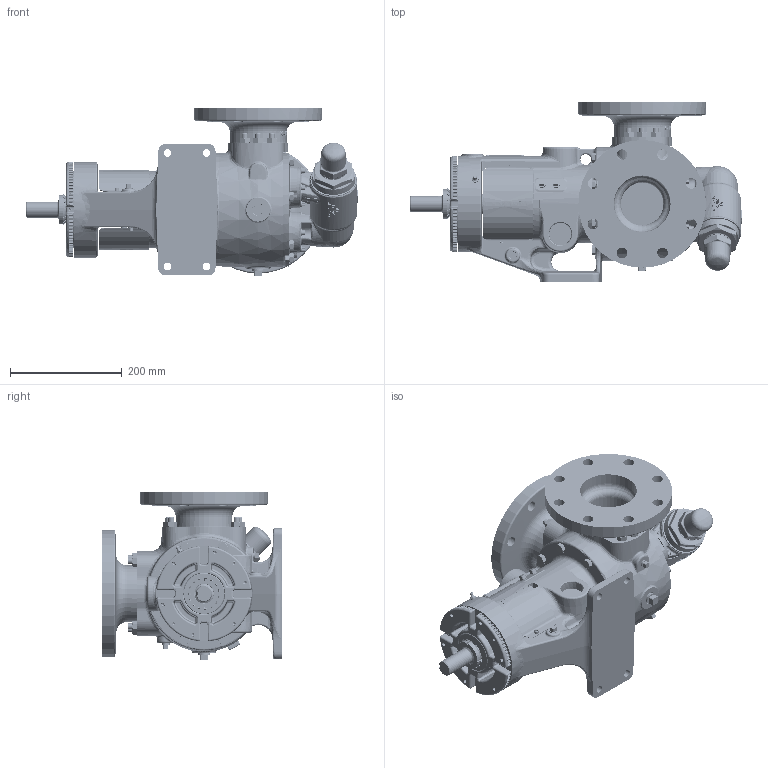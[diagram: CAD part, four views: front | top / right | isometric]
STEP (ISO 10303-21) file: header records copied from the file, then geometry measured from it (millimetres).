
FILE_DESCRIPTION (( 'STEP AP214' ), '1' );
FILE_NAME ('KV-2753.step', '2025-12-05T06:06:11', ( '' ), ( '' ), 'SwSTEP 2.0', 'SolidWorks 2024', '' );
FILE_SCHEMA (( 'AUTOMOTIVE_DESIGN' ));
Length unit declared in the file: inch
Products named in the file (1): KV-2753
Bounding box: 594.8 x 322.33 x 301.88 mm (x, y, z)
Volume: 12629646.1 mm3; surface area: 907988.3 mm2
Topology: 7 solids, 18 shells, 6051 faces, 15424 edges, 9594 vertices
Faces by surface type: plane 1909, bspline 1847, cone 1031, cylinder 913, torus 253, sphere 98
Entity records: 270681 total; most frequent: CARTESIAN_POINT 141683, ORIENTED_EDGE 30594, DIRECTION 21315, EDGE_CURVE 15297, VERTEX_POINT 9587, AXIS2_PLACEMENT_3D 8264, EDGE_LOOP 6438, B_SPLINE_CURVE_WITH_KNOTS 6121
